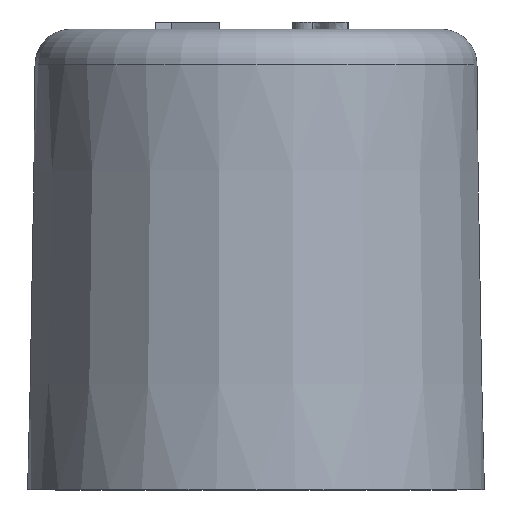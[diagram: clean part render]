
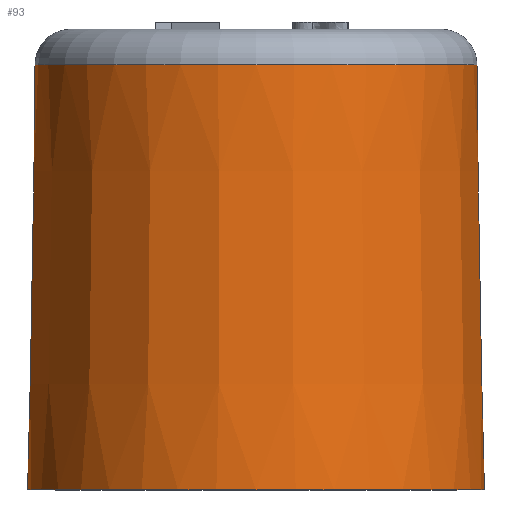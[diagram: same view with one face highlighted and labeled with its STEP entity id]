
A CAD part, left-side view. The second image highlights one B-rep face of the part: STEP entity #93.
In plain terms, the highlighted conical face has half-angle 1 degrees and reference radius 15.862 mm.
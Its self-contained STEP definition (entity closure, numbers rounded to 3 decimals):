
#93 = ADVANCED_FACE( '', ( #188, #189 ), #190, .T. );
#188 = FACE_BOUND( '', #335, .T. );
#189 = FACE_OUTER_BOUND( '', #336, .T. );
#190 = CONICAL_SURFACE( '', #337, 15.862, 0.017 );
#335 = EDGE_LOOP( '', ( #639 ) );
#336 = EDGE_LOOP( '', ( #640 ) );
#337 = AXIS2_PLACEMENT_3D( '', #641, #642, #643 );
#639 = ORIENTED_EDGE( '', *, *, #1073, .F. );
#640 = ORIENTED_EDGE( '', *, *, #1037, .T. );
#641 = CARTESIAN_POINT( '', ( 0., 0., 0. ) );
#642 = DIRECTION( '', ( 0., 0., -1. ) );
#643 = DIRECTION( '', ( -1., 0., 0. ) );
#1037 = EDGE_CURVE( '', #1235, #1235, #1236, .T. );
#1073 = EDGE_CURVE( '', #1293, #1293, #1294, .T. );
#1235 = VERTEX_POINT( '', #1610 );
#1236 = CIRCLE( '', #1611, 15.862 );
#1293 = VERTEX_POINT( '', #1750 );
#1294 = CIRCLE( '', #1751, 15.346 );
#1610 = CARTESIAN_POINT( '', ( 15.862, 0., 0. ) );
#1611 = AXIS2_PLACEMENT_3D( '', #1969, #1970, #1971 );
#1750 = CARTESIAN_POINT( '', ( 15.346, 0., 29.544 ) );
#1751 = AXIS2_PLACEMENT_3D( '', #1997, #1998, #1999 );
#1969 = CARTESIAN_POINT( '', ( 0., 0., 0. ) );
#1970 = DIRECTION( '', ( 0., 0., 1. ) );
#1971 = DIRECTION( '', ( 1., 0., 0. ) );
#1997 = CARTESIAN_POINT( '', ( 0., 0., 29.544 ) );
#1998 = DIRECTION( '', ( 0., 0., 1. ) );
#1999 = DIRECTION( '', ( 1., 0., 0. ) );
